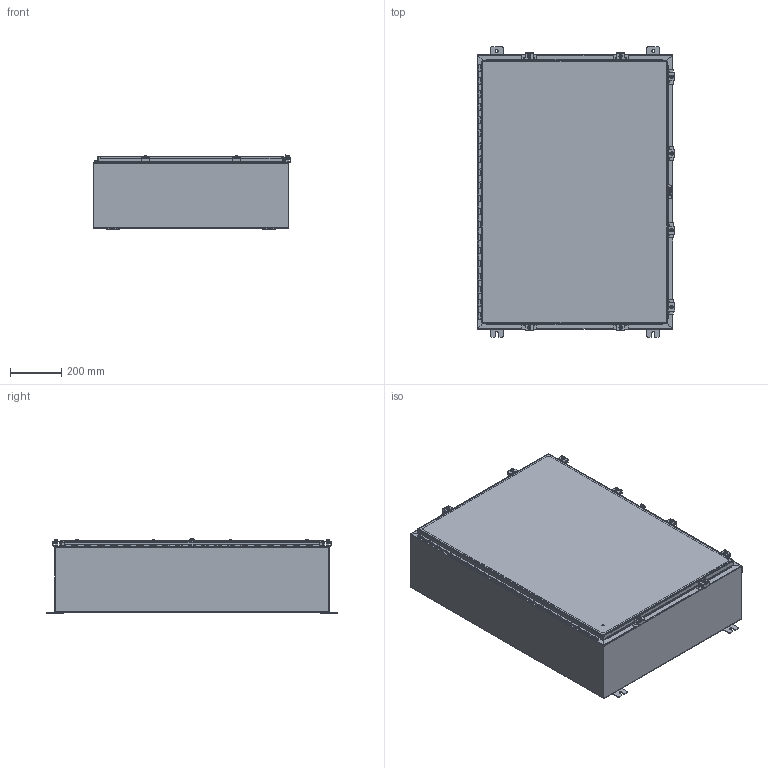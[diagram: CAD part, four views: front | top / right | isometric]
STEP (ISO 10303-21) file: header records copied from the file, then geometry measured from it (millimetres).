
FILE_DESCRIPTION (( 'STEP AP214' ), '1' );
FILE_NAME ('SSN4423010.STEP', '2016-02-10T14:08:47', ( '' ), ( '' ), 'SwSTEP 2.0', 'SolidWorks 2014', '' );
FILE_SCHEMA (( 'AUTOMOTIVE_DESIGN' ));
Length unit declared in the file: inch
Products named in the file (19): 32912; SSN4423010BKP; 38412; 34871; SSN4423010; 30818; 30824; HFW30825-4; HFW30825-3; HFW30825-2; 30824-1; 38859; 328141; 328141T; 328141P; 328141L; SSN44230LID; 38846; 40x28
Assembly tree (40 placements, depth 3):
  SSN4423010
    34871  x4
    38412
    SSN4423010BKP
    32912
    40x28
    38846
    SSN44230LID
    328141
      328141L
      328141P
      328141T
    38859  x6
    30824  x8
      30824-1
      HFW30825-2
      HFW30825-3
      HFW30825-4
    30818  x8
Bounding box: 769.89 x 1130.3 x 288.42 mm (x, y, z)
Volume: 5621107.3 mm3; surface area: 5851734.5 mm2
Topology: 59 solids, 59 shells, 2449 faces, 6412 edges, 4132 vertices
Faces by surface type: cylinder 1096, plane 940, bspline 223, torus 94, cone 48, sphere 48
Entity records: 48319 total; most frequent: CARTESIAN_POINT 11893, DIRECTION 5561, ORIENTED_EDGE 5526, EDGE_CURVE 2763, AXIS2_PLACEMENT_3D 1953, VERTEX_POINT 1774, VECTOR 1655, LINE 1655
